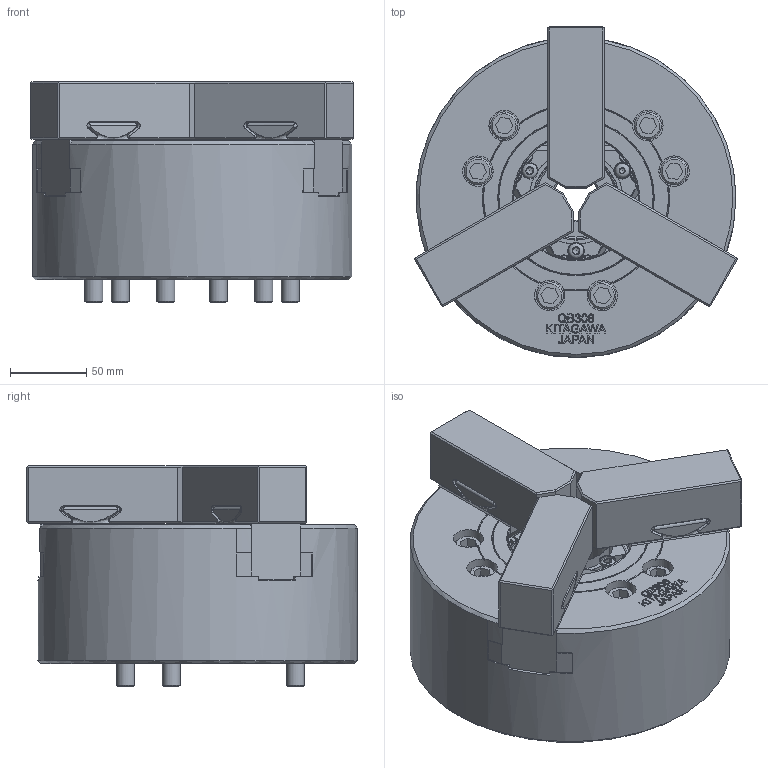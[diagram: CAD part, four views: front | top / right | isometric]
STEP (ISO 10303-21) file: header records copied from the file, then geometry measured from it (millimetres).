
FILE_DESCRIPTION(/* description */ ('Unknown'),/* implementation_level */ '2;1');
FILE_NAME(/* name */ 'QB308-Solid',/* time_stamp */ '2019-08-14T15:10:12+01:00',/* author */ ('Unknown'),/* organization */ ('Unknown'),/* preprocessor_version */ 'ST-DEVELOPER v16.7',/* originating_system */ 'DEX',/* authorisation */ $);
FILE_SCHEMA (('AUTOMOTIVE_DESIGN {1 0 10303 214 3 1 1}'));
Length unit declared in the file: millimetre
Products named in the file (1): QB308_mid stroke
Bounding box: 211.77 x 217.16 x 145 mm (x, y, z)
Volume: 3068982 mm3; surface area: 341978.9 mm2
Topology: 1 solids, 24 shells, 1408 faces, 3857 edges, 2494 vertices
Faces by surface type: plane 845, cylinder 219, cone 186, bspline 91, torus 64, sphere 3
Full cylindrical faces by diameter (mm): 4.2 x3, 4.826 x1, 5.2 x4, 5.5 x1, 5.795 x2, 6.8 x6, 7.76 x6, 8 x3, 9 x6, 9.5 x1, 10 x3, 11.701 x6, 13 x6, 13.5 x6, 14 x6, 18 x9, 20 x6, 30 x1, 52 x1, 56 x2, 61 x1, 64.8 x1, 65 x1, 66 x2, 72 x1, 105 x1, 117.5 x1, 170 x1, 210 x1
Entity records: 46106 total; most frequent: CARTESIAN_POINT 12202, ORIENTED_EDGE 7094, DIRECTION 6624, EDGE_CURVE 3547, VERTEX_POINT 2391, AXIS2_PLACEMENT_3D 2239, LINE 2146, VECTOR 2146
